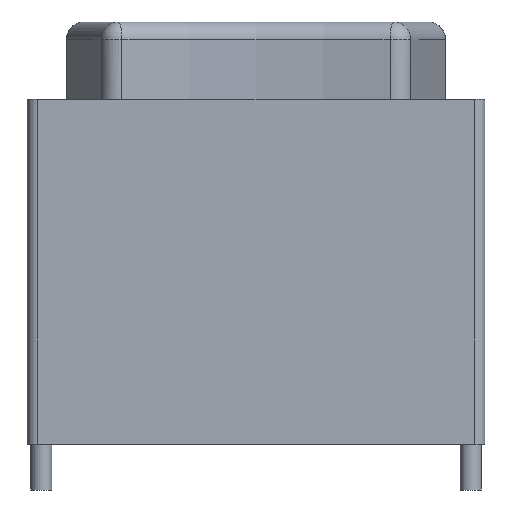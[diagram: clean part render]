
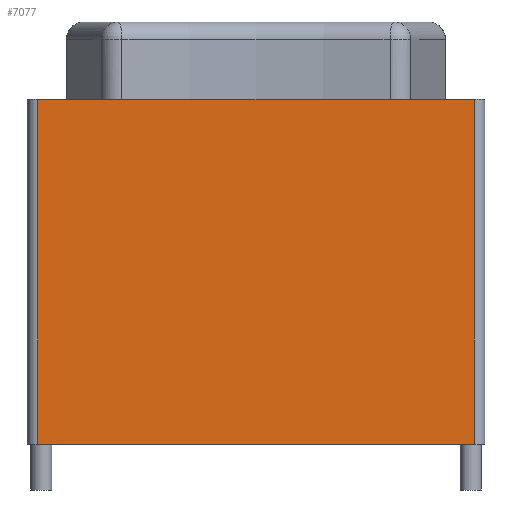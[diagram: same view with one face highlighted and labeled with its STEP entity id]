
A CAD part, front view. The second image highlights one B-rep face of the part: STEP entity #7077.
In plain terms, the highlighted planar face has unit normal (0, -1, 0).
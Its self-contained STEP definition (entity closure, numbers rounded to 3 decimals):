
#3374 = PLANE('',#3375);
#3375 = AXIS2_PLACEMENT_3D('',#3376,#3377,#3378);
#3376 = CARTESIAN_POINT('',(0.,-1.6,0.));
#3377 = DIRECTION('',(-0.,-0.,-1.));
#3378 = DIRECTION('',(-1.,0.,0.));
#3430 = PLANE('',#3431);
#3431 = AXIS2_PLACEMENT_3D('',#3432,#3433,#3434);
#3432 = CARTESIAN_POINT('',(0.,-1.6,9.8));
#3433 = DIRECTION('',(-0.,-0.,-1.));
#3434 = DIRECTION('',(-1.,0.,0.));
#5327 = VERTEX_POINT('',#5328);
#5328 = CARTESIAN_POINT('',(6.2,-7.2,0.));
#5343 = CYLINDRICAL_SURFACE('',#5344,0.3);
#5344 = AXIS2_PLACEMENT_3D('',#5345,#5346,#5347);
#5345 = CARTESIAN_POINT('',(6.2,-6.9,0.));
#5346 = DIRECTION('',(0.,0.,1.));
#5347 = DIRECTION('',(1.,0.,0.));
#5355 = EDGE_CURVE('',#5327,#5356,#5358,.T.);
#5356 = VERTEX_POINT('',#5357);
#5357 = CARTESIAN_POINT('',(-6.2,-7.2,0.));
#5358 = SURFACE_CURVE('',#5359,(#5363,#5370),.PCURVE_S1.);
#5359 = LINE('',#5360,#5361);
#5360 = CARTESIAN_POINT('',(6.5,-7.2,0.));
#5361 = VECTOR('',#5362,1.);
#5362 = DIRECTION('',(-1.,0.,0.));
#5363 = PCURVE('',#3374,#5364);
#5364 = DEFINITIONAL_REPRESENTATION('',(#5365),#5369);
#5365 = LINE('',#5366,#5367);
#5366 = CARTESIAN_POINT('',(-6.5,-5.6));
#5367 = VECTOR('',#5368,1.);
#5368 = DIRECTION('',(1.,0.));
#5369 = ( GEOMETRIC_REPRESENTATION_CONTEXT(2) 
PARAMETRIC_REPRESENTATION_CONTEXT() REPRESENTATION_CONTEXT('2D SPACE',''
  ) );
#5370 = PCURVE('',#5371,#5376);
#5371 = PLANE('',#5372);
#5372 = AXIS2_PLACEMENT_3D('',#5373,#5374,#5375);
#5373 = CARTESIAN_POINT('',(6.5,-7.2,0.));
#5374 = DIRECTION('',(0.,-1.,0.));
#5375 = DIRECTION('',(-1.,0.,0.));
#5376 = DEFINITIONAL_REPRESENTATION('',(#5377),#5381);
#5377 = LINE('',#5378,#5379);
#5378 = CARTESIAN_POINT('',(0.,-0.));
#5379 = VECTOR('',#5380,1.);
#5380 = DIRECTION('',(1.,0.));
#5381 = ( GEOMETRIC_REPRESENTATION_CONTEXT(2) 
PARAMETRIC_REPRESENTATION_CONTEXT() REPRESENTATION_CONTEXT('2D SPACE',''
  ) );
#5400 = CYLINDRICAL_SURFACE('',#5401,0.3);
#5401 = AXIS2_PLACEMENT_3D('',#5402,#5403,#5404);
#5402 = CARTESIAN_POINT('',(-6.2,-6.9,0.));
#5403 = DIRECTION('',(0.,0.,1.));
#5404 = DIRECTION('',(0.,-1.,0.));
#6106 = VERTEX_POINT('',#6107);
#6107 = CARTESIAN_POINT('',(6.2,-7.2,9.8));
#6129 = EDGE_CURVE('',#6106,#6130,#6132,.T.);
#6130 = VERTEX_POINT('',#6131);
#6131 = CARTESIAN_POINT('',(-6.2,-7.2,9.8));
#6132 = SURFACE_CURVE('',#6133,(#6137,#6144),.PCURVE_S1.);
#6133 = LINE('',#6134,#6135);
#6134 = CARTESIAN_POINT('',(6.5,-7.2,9.8));
#6135 = VECTOR('',#6136,1.);
#6136 = DIRECTION('',(-1.,0.,0.));
#6137 = PCURVE('',#3430,#6138);
#6138 = DEFINITIONAL_REPRESENTATION('',(#6139),#6143);
#6139 = LINE('',#6140,#6141);
#6140 = CARTESIAN_POINT('',(-6.5,-5.6));
#6141 = VECTOR('',#6142,1.);
#6142 = DIRECTION('',(1.,0.));
#6143 = ( GEOMETRIC_REPRESENTATION_CONTEXT(2) 
PARAMETRIC_REPRESENTATION_CONTEXT() REPRESENTATION_CONTEXT('2D SPACE',''
  ) );
#6144 = PCURVE('',#5371,#6145);
#6145 = DEFINITIONAL_REPRESENTATION('',(#6146),#6150);
#6146 = LINE('',#6147,#6148);
#6147 = CARTESIAN_POINT('',(0.,-9.8));
#6148 = VECTOR('',#6149,1.);
#6149 = DIRECTION('',(1.,0.));
#6150 = ( GEOMETRIC_REPRESENTATION_CONTEXT(2) 
PARAMETRIC_REPRESENTATION_CONTEXT() REPRESENTATION_CONTEXT('2D SPACE',''
  ) );
#7030 = EDGE_CURVE('',#5356,#6130,#7031,.T.);
#7031 = SURFACE_CURVE('',#7032,(#7036,#7043),.PCURVE_S1.);
#7032 = LINE('',#7033,#7034);
#7033 = CARTESIAN_POINT('',(-6.2,-7.2,0.));
#7034 = VECTOR('',#7035,1.);
#7035 = DIRECTION('',(0.,0.,1.));
#7036 = PCURVE('',#5400,#7037);
#7037 = DEFINITIONAL_REPRESENTATION('',(#7038),#7042);
#7038 = LINE('',#7039,#7040);
#7039 = CARTESIAN_POINT('',(-0.,0.));
#7040 = VECTOR('',#7041,1.);
#7041 = DIRECTION('',(-0.,1.));
#7042 = ( GEOMETRIC_REPRESENTATION_CONTEXT(2) 
PARAMETRIC_REPRESENTATION_CONTEXT() REPRESENTATION_CONTEXT('2D SPACE',''
  ) );
#7043 = PCURVE('',#5371,#7044);
#7044 = DEFINITIONAL_REPRESENTATION('',(#7045),#7049);
#7045 = LINE('',#7046,#7047);
#7046 = CARTESIAN_POINT('',(12.7,0.));
#7047 = VECTOR('',#7048,1.);
#7048 = DIRECTION('',(0.,-1.));
#7049 = ( GEOMETRIC_REPRESENTATION_CONTEXT(2) 
PARAMETRIC_REPRESENTATION_CONTEXT() REPRESENTATION_CONTEXT('2D SPACE',''
  ) );
#7055 = EDGE_CURVE('',#5327,#6106,#7056,.T.);
#7056 = SURFACE_CURVE('',#7057,(#7061,#7068),.PCURVE_S1.);
#7057 = LINE('',#7058,#7059);
#7058 = CARTESIAN_POINT('',(6.2,-7.2,0.));
#7059 = VECTOR('',#7060,1.);
#7060 = DIRECTION('',(0.,0.,1.));
#7061 = PCURVE('',#5343,#7062);
#7062 = DEFINITIONAL_REPRESENTATION('',(#7063),#7067);
#7063 = LINE('',#7064,#7065);
#7064 = CARTESIAN_POINT('',(-1.571,0.));
#7065 = VECTOR('',#7066,1.);
#7066 = DIRECTION('',(-0.,1.));
#7067 = ( GEOMETRIC_REPRESENTATION_CONTEXT(2) 
PARAMETRIC_REPRESENTATION_CONTEXT() REPRESENTATION_CONTEXT('2D SPACE',''
  ) );
#7068 = PCURVE('',#5371,#7069);
#7069 = DEFINITIONAL_REPRESENTATION('',(#7070),#7074);
#7070 = LINE('',#7071,#7072);
#7071 = CARTESIAN_POINT('',(0.3,0.));
#7072 = VECTOR('',#7073,1.);
#7073 = DIRECTION('',(0.,-1.));
#7074 = ( GEOMETRIC_REPRESENTATION_CONTEXT(2) 
PARAMETRIC_REPRESENTATION_CONTEXT() REPRESENTATION_CONTEXT('2D SPACE',''
  ) );
#7077 = ADVANCED_FACE('',(#7078),#5371,.T.);
#7078 = FACE_BOUND('',#7079,.T.);
#7079 = EDGE_LOOP('',(#7080,#7081,#7082,#7083));
#7080 = ORIENTED_EDGE('',*,*,#5355,.F.);
#7081 = ORIENTED_EDGE('',*,*,#7055,.T.);
#7082 = ORIENTED_EDGE('',*,*,#6129,.T.);
#7083 = ORIENTED_EDGE('',*,*,#7030,.F.);
